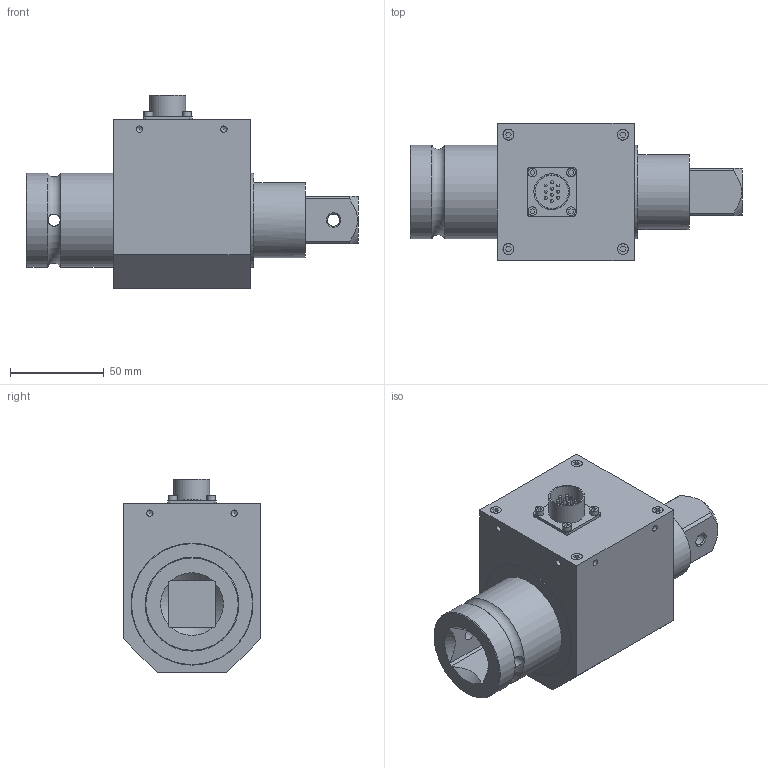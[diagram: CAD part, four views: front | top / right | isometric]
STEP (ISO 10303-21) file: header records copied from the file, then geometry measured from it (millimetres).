
FILE_DESCRIPTION((''),'2;1');
FILE_NAME('TRD305 1000 N-m.stp','2010-12-13T14:06:48',('thomasl'),(''),'Autodesk Inventor 2008','Autodesk Inventor 2008','');
FILE_SCHEMA(('AUTOMOTIVE_DESIGN { 1 0 10303 214 1 1 1 1 }'));
Length unit declared in the file: inch
Products named in the file (2): TRD305 1000 N-m; PART1
Assembly tree (1 placements, depth 2):
  TRD305 1000 N-m
    PART1
Bounding box: 177 x 73 x 103 mm (x, y, z)
Volume: 580539.4 mm3; surface area: 58826.5 mm2
Topology: 1 solids, 10 shells, 275 faces, 656 edges, 425 vertices
Faces by surface type: plane 147, cylinder 82, cone 29, sphere 10, bspline 6, torus 1
Full cylindrical faces by diameter (mm): 1.524 x10, 2.385 x4, 2.896 x4, 3.422 x8, 3.505 x4, 3.556 x4, 4.648 x4, 5.74 x4, 5.842 x4, 6.5 x3, 17.755 x1, 17.78 x1, 19.05 x2, 40 x1, 50 x3, 65 x1
Entity records: 7370 total; most frequent: CARTESIAN_POINT 1582, DIRECTION 1222, ORIENTED_EDGE 1012, EDGE_CURVE 506, AXIS2_PLACEMENT_3D 474, EDGE_LOOP 410, VERTEX_POINT 372, VECTOR 274
